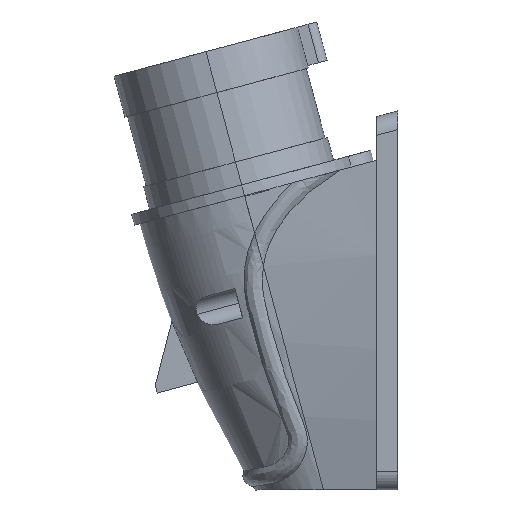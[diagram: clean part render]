
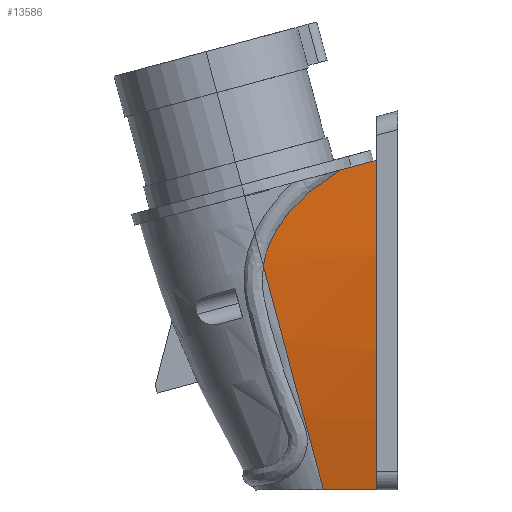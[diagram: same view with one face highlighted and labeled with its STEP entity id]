
A CAD part, left-side view. The second image highlights one B-rep face of the part: STEP entity #13586.
In plain terms, the highlighted cylindrical face has radius 328.045 mm (diameter 656.09 mm), a partial arc.
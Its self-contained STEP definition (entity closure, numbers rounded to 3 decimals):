
#584 = CARTESIAN_POINT ( 'NONE',  ( -231.539, -160.335, -58.174 ) ) ;
#935 = CARTESIAN_POINT ( 'NONE',  ( -231.528, -140.988, -66.244 ) ) ;
#1039 = CARTESIAN_POINT ( 'NONE',  ( -231.148, -125.431, -84.102 ) ) ;
#1052 = DIRECTION ( 'NONE',  ( 0., -0.259, -0.966 ) ) ;
#1448 = VERTEX_POINT ( 'NONE', #22461 ) ;
#2616 = CARTESIAN_POINT ( 'NONE',  ( -214.011, -160.335, -167.702 ) ) ;
#2640 = CARTESIAN_POINT ( 'NONE',  ( -231.539, -160.335, -58.174 ) ) ;
#3104 =( BOUNDED_CURVE ( )  B_SPLINE_CURVE ( 3, ( #584, #23699, #12172, #28276 ),
 .UNSPECIFIED., .F., .F. ) 
 B_SPLINE_CURVE_WITH_KNOTS ( ( 4, 4 ),
 ( 4.712, 5.041 ),
 .UNSPECIFIED. ) 
 CURVE ( )  GEOMETRIC_REPRESENTATION_ITEM ( )  RATIONAL_B_SPLINE_CURVE ( ( 1., 0.991, 0.991, 1. ) ) 
 REPRESENTATION_ITEM ( '' )  );
#3269 = CARTESIAN_POINT ( 'NONE',  ( -231.502, -136.871, -69.589 ) ) ;
#3382 = CARTESIAN_POINT ( 'NONE',  ( -231.04, -124.391, -86.546 ) ) ;
#3509 = EDGE_LOOP ( 'NONE', ( #19207, #23996, #5876, #20777, #11554 ) ) ;
#3663 =( BOUNDED_CURVE ( )  B_SPLINE_CURVE ( 3, ( #2616, #16425, #21107, #7281 ),
 .UNSPECIFIED., .F., .F. ) 
 B_SPLINE_CURVE_WITH_KNOTS ( ( 4, 4 ),
 ( 4.384, 4.399 ),
 .UNSPECIFIED. ) 
 CURVE ( )  GEOMETRIC_REPRESENTATION_ITEM ( )  RATIONAL_B_SPLINE_CURVE ( ( 1., 1., 1., 1. ) ) 
 REPRESENTATION_ITEM ( '' )  );
#4960 = DIRECTION ( 'NONE',  ( 0., 0.966, -0.259 ) ) ;
#5189 = CARTESIAN_POINT ( 'NONE',  ( -231.539, -269.322, -28.971 ) ) ;
#5600 = CARTESIAN_POINT ( 'NONE',  ( -231.453, -133.08, -73.308 ) ) ;
#5698 = CARTESIAN_POINT ( 'NONE',  ( -230.866, -123.295, -89.896 ) ) ;
#5876 = ORIENTED_EDGE ( 'NONE', *, *, #23698, .T. ) ;
#5921 = LINE ( 'NONE', #5189, #29657 ) ;
#6510 = CARTESIAN_POINT ( 'NONE',  ( 96.506, -116.385, -69.95 ) ) ;
#6777 = FACE_OUTER_BOUND ( 'NONE', #3509, .T. ) ;
#7281 = CARTESIAN_POINT ( 'NONE',  ( -215.539, -142.577, -167.702 ) ) ;
#7817 = CARTESIAN_POINT ( 'NONE',  ( -231.539, -146.9, -62.334 ) ) ;
#7916 = CARTESIAN_POINT ( 'NONE',  ( -231.369, -129.653, -77.365 ) ) ;
#7928 = CARTESIAN_POINT ( 'NONE',  ( 96.506, -269.322, -28.971 ) ) ;
#8019 = EDGE_CURVE ( 'NONE', #17263, #22175, #5921, .T. ) ;
#8029 = CARTESIAN_POINT ( 'NONE',  ( -230.642, -122.659, -93.366 ) ) ;
#8035 = CARTESIAN_POINT ( 'NONE',  ( -231.539, -148.39, -61.375 ) ) ;
#8821 = DIRECTION ( 'NONE',  ( 0., -0.259, -0.966 ) ) ;
#10215 = EDGE_CURVE ( 'NONE', #17263, #1448, #3104, .T. ) ;
#10230 = CARTESIAN_POINT ( 'NONE',  ( -231.309, -128.107, -79.522 ) ) ;
#10240 = DIRECTION ( 'NONE',  ( 0., 0.966, -0.259 ) ) ;
#10955 = VERTEX_POINT ( 'NONE', #23960 ) ;
#11512 = CARTESIAN_POINT ( 'NONE',  ( -230.642, -122.659, -93.366 ) ) ;
#11554 = ORIENTED_EDGE ( 'NONE', *, *, #10215, .F. ) ;
#12172 = CARTESIAN_POINT ( 'NONE',  ( -225.643, -160.335, -132.356 ) ) ;
#12530 = CARTESIAN_POINT ( 'NONE',  ( -231.275, -127.369, -80.626 ) ) ;
#13586 = ADVANCED_FACE ( 'NONE', ( #6777 ), #18325, .T. ) ;
#13850 = VERTEX_POINT ( 'NONE', #11512 ) ;
#14605 = EDGE_CURVE ( 'NONE', #1448, #10955, #3663, .T. ) ;
#14745 = CARTESIAN_POINT ( 'NONE',  ( -231.532, -142.432, -65.214 ) ) ;
#14853 = CARTESIAN_POINT ( 'NONE',  ( -231.21, -126.234, -82.528 ) ) ;
#16425 = CARTESIAN_POINT ( 'NONE',  ( -214.531, -154.43, -167.702 ) ) ;
#17088 = CARTESIAN_POINT ( 'NONE',  ( -231.513, -138.209, -68.43 ) ) ;
#17191 = CARTESIAN_POINT ( 'NONE',  ( -231.115, -125.062, -84.906 ) ) ;
#17263 = VERTEX_POINT ( 'NONE', #2640 ) ;
#18325 = CYLINDRICAL_SURFACE ( 'NONE', #22938, 328.045 ) ;
#19207 = ORIENTED_EDGE ( 'NONE', *, *, #8019, .T. ) ;
#19415 = CARTESIAN_POINT ( 'NONE',  ( -231.472, -134.303, -72.031 ) ) ;
#19511 = CARTESIAN_POINT ( 'NONE',  ( -230.999, -124.09, -87.377 ) ) ;
#20584 = EDGE_CURVE ( 'NONE', #22175, #13850, #29650, .T. ) ;
#20777 = ORIENTED_EDGE ( 'NONE', *, *, #14605, .F. ) ;
#21107 = CARTESIAN_POINT ( 'NONE',  ( -215.041, -148.511, -167.702 ) ) ;
#21650 = CARTESIAN_POINT ( 'NONE',  ( -231.539, -148.39, -61.375 ) ) ;
#21749 = CARTESIAN_POINT ( 'NONE',  ( -231.402, -130.756, -75.973 ) ) ;
#21855 = CARTESIAN_POINT ( 'NONE',  ( -230.763, -122.906, -91.613 ) ) ;
#22175 = VERTEX_POINT ( 'NONE', #8035 ) ;
#22424 = CIRCLE ( 'NONE', #28545, 328.045 ) ;
#22461 = CARTESIAN_POINT ( 'NONE',  ( -214.011, -160.335, -167.702 ) ) ;
#22627 = DIRECTION ( 'NONE',  ( 0., -0.966, 0.259 ) ) ;
#22938 = AXIS2_PLACEMENT_3D ( 'NONE', #7928, #10240, #1052 ) ;
#23698 = EDGE_CURVE ( 'NONE', #13850, #10955, #22424, .T. ) ;
#23699 = CARTESIAN_POINT ( 'NONE',  ( -231.539, -160.335, -95.516 ) ) ;
#23960 = CARTESIAN_POINT ( 'NONE',  ( -215.539, -142.577, -167.702 ) ) ;
#23996 = ORIENTED_EDGE ( 'NONE', *, *, #20584, .T. ) ;
#24055 = CARTESIAN_POINT ( 'NONE',  ( -231.319, -128.362, -79.161 ) ) ;
#26356 = CARTESIAN_POINT ( 'NONE',  ( -231.287, -127.61, -80.254 ) ) ;
#28276 = CARTESIAN_POINT ( 'NONE',  ( -214.011, -160.335, -167.702 ) ) ;
#28522 = CARTESIAN_POINT ( 'NONE',  ( -231.537, -145.41, -63.292 ) ) ;
#28545 = AXIS2_PLACEMENT_3D ( 'NONE', #6510, #22627, #8821 ) ;
#28610 = CARTESIAN_POINT ( 'NONE',  ( -231.238, -126.669, -81.756 ) ) ;
#29650 = B_SPLINE_CURVE_WITH_KNOTS ( 'NONE', 3,
 ( #21650, #7817, #28522, #14745, #935, #17088, #3269, #19415, #5600, #21749, #7916, #24055, #10230, #26356, #12530, #28610, #14853, #1039, #17191, #3382, #19511, #5698, #21855, #8029 ),
 .UNSPECIFIED., .F., .F.,
 ( 4, 2, 2, 2, 2, 2, 2, 2, 2, 2, 2, 4 ),
 ( 0., 0.005, 0.011, 0.016, 0.021, 0.027, 0.028, 0.029, 0.032, 0.035, 0.037, 0.043 ),
 .UNSPECIFIED. ) ;
#29657 = VECTOR ( 'NONE', #4960, 1000. ) ;
